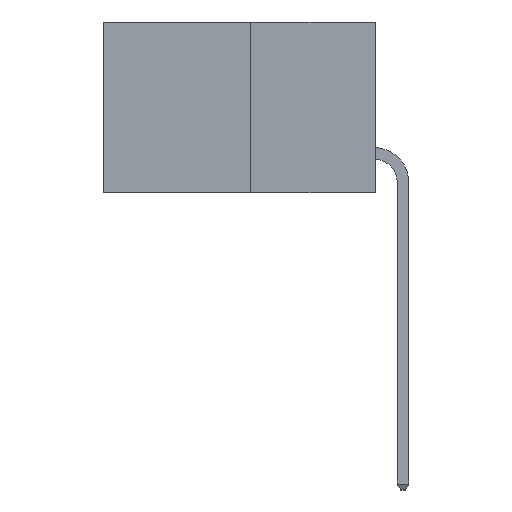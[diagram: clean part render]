
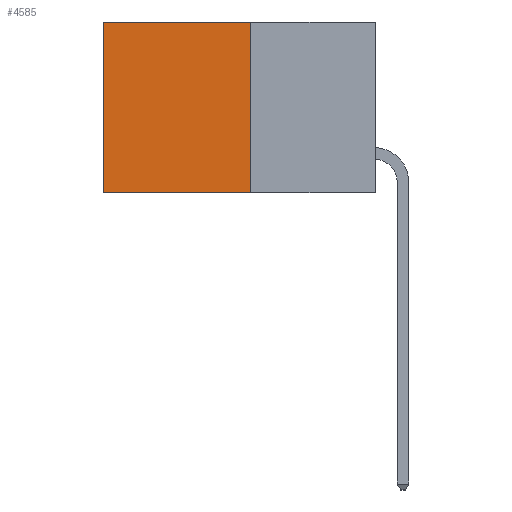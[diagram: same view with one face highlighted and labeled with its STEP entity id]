
A CAD part, left-side view. The second image highlights one B-rep face of the part: STEP entity #4585.
In plain terms, the highlighted planar face has unit normal (-1, 0, 0).
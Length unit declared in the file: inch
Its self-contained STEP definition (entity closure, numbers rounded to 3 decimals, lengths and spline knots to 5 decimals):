
#236 = CARTESIAN_POINT ( 'NONE',  ( 0.277, 0.59, -0.37 ) ) ;
#926 = DIRECTION ( 'NONE',  ( 0., 0., -1. ) ) ;
#1028 = CARTESIAN_POINT ( 'NONE',  ( 0.277, 0.27, 0. ) ) ;
#1476 = VERTEX_POINT ( 'NONE', #236 ) ;
#1701 = EDGE_CURVE ( 'NONE', #7999, #1476, #5111, .T. ) ;
#1864 = ORIENTED_EDGE ( 'NONE', *, *, #1701, .T. ) ;
#1891 = ORIENTED_EDGE ( 'NONE', *, *, #6824, .F. ) ;
#1901 = ORIENTED_EDGE ( 'NONE', *, *, #2193, .F. ) ;
#1966 = ORIENTED_EDGE ( 'NONE', *, *, #6591, .T. ) ;
#2193 = EDGE_CURVE ( 'NONE', #4867, #2680, #5103, .T. ) ;
#2680 = VERTEX_POINT ( 'NONE', #5415 ) ;
#2945 = LINE ( 'NONE', #4578, #4510 ) ;
#3194 = LINE ( 'NONE', #4845, #7785 ) ;
#3313 = DIRECTION ( 'NONE',  ( 0., 0., -1. ) ) ;
#3576 = AXIS2_PLACEMENT_3D ( 'NONE', #4374, #4298, #4292 ) ;
#4242 = CARTESIAN_POINT ( 'NONE',  ( 0.277, 0.59, -0.37 ) ) ;
#4292 = DIRECTION ( 'NONE',  ( 0., 0., -1. ) ) ;
#4298 = DIRECTION ( 'NONE',  ( 1., 0., 0. ) ) ;
#4315 = PLANE ( 'NONE',  #3576 ) ;
#4374 = CARTESIAN_POINT ( 'NONE',  ( 0.277, 0.27, -0.37 ) ) ;
#4510 = VECTOR ( 'NONE', #7725, 39.37008 ) ;
#4578 = CARTESIAN_POINT ( 'NONE',  ( 0.277, 0.27, 0. ) ) ;
#4585 = ADVANCED_FACE ( 'NONE', ( #7511 ), #4315, .F. ) ;
#4766 = DIRECTION ( 'NONE',  ( 0., 1., 0. ) ) ;
#4845 = CARTESIAN_POINT ( 'NONE',  ( 0.277, 0.27, -0.37 ) ) ;
#4867 = VERTEX_POINT ( 'NONE', #1028 ) ;
#4902 = VECTOR ( 'NONE', #926, 39.37008 ) ;
#5103 = LINE ( 'NONE', #6667, #4902 ) ;
#5111 = LINE ( 'NONE', #4242, #8106 ) ;
#5415 = CARTESIAN_POINT ( 'NONE',  ( 0.277, 0.27, -0.37 ) ) ;
#6591 = EDGE_CURVE ( 'NONE', #4867, #7999, #2945, .T. ) ;
#6667 = CARTESIAN_POINT ( 'NONE',  ( 0.277, 0.27, -0.37 ) ) ;
#6737 = EDGE_LOOP ( 'NONE', ( #1864, #1891, #1901, #1966 ) ) ;
#6824 = EDGE_CURVE ( 'NONE', #2680, #1476, #3194, .T. ) ;
#6898 = CARTESIAN_POINT ( 'NONE',  ( 0.277, 0.59, 0. ) ) ;
#7511 = FACE_OUTER_BOUND ( 'NONE', #6737, .T. ) ;
#7725 = DIRECTION ( 'NONE',  ( 0., 1., 0. ) ) ;
#7785 = VECTOR ( 'NONE', #4766, 39.37008 ) ;
#7999 = VERTEX_POINT ( 'NONE', #6898 ) ;
#8106 = VECTOR ( 'NONE', #3313, 39.37008 ) ;
